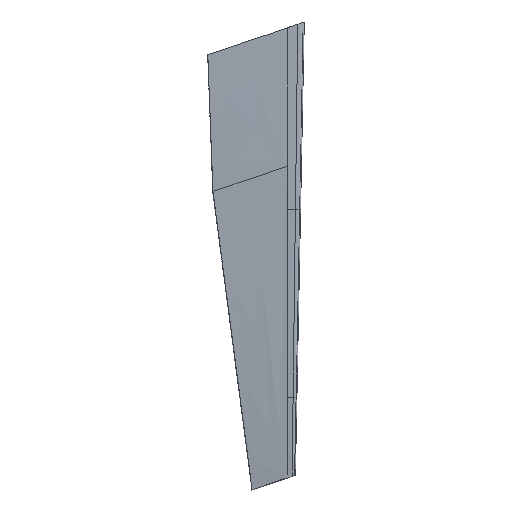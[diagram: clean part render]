
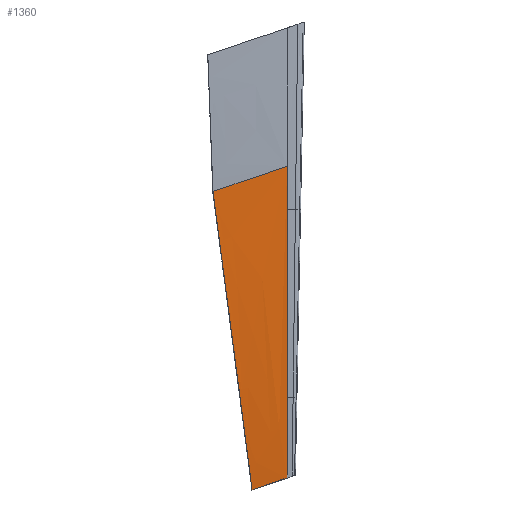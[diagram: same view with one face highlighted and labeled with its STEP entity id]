
A CAD part, front view. The second image highlights one B-rep face of the part: STEP entity #1360.
In plain terms, the highlighted free-form (B-spline) face has degree [3, 3] with [4, 4] control points.
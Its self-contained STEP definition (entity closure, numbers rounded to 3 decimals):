
#853 = VERTEX_POINT('',#854);
#854 = CARTESIAN_POINT('',(0.,0.,
    -5834.597));
#1258 = VERTEX_POINT('',#1259);
#1259 = CARTESIAN_POINT('',(-961.153,32.424,
    -2122.078));
#1318 = VERTEX_POINT('',#1319);
#1319 = CARTESIAN_POINT('',(0.,0.,
    -1793.38));
#1338 = EDGE_CURVE('',#1258,#1318,#1339,.T.);
#1339 = B_SPLINE_CURVE_WITH_KNOTS('',1,(#1340,#1341),.UNSPECIFIED.,.F.,
  .F.,(2,2),(-1045.132,0.),
  .PIECEWISE_BEZIER_KNOTS.);
#1340 = CARTESIAN_POINT('',(-961.153,32.424,
    -2122.078));
#1341 = CARTESIAN_POINT('',(0.,0.,
    -1793.38));
#1360 = ADVANCED_FACE('',(#1361),#1386,.F.);
#1361 = FACE_BOUND('',#1362,.F.);
#1362 = EDGE_LOOP('',(#1363,#1368,#1369,#1381));
#1363 = ORIENTED_EDGE('',*,*,#1364,.F.);
#1364 = EDGE_CURVE('',#1318,#853,#1365,.T.);
#1365 = B_SPLINE_CURVE_WITH_KNOTS('',1,(#1366,#1367),.UNSPECIFIED.,.F.,
  .F.,(2,2),(-4155.78,0.),.PIECEWISE_BEZIER_KNOTS.);
#1366 = CARTESIAN_POINT('',(0.,0.,
    -1793.38));
#1367 = CARTESIAN_POINT('',(0.,0.,
    -5834.597));
#1368 = ORIENTED_EDGE('',*,*,#1338,.F.);
#1369 = ORIENTED_EDGE('',*,*,#1370,.T.);
#1370 = EDGE_CURVE('',#1258,#1371,#1373,.T.);
#1371 = VERTEX_POINT('',#1372);
#1372 = CARTESIAN_POINT('',(-452.734,79.828,
    -5991.965));
#1373 = B_SPLINE_CURVE_WITH_KNOTS('',3,(#1374,#1375,#1376,#1377,#1378,
    #1379,#1380),.UNSPECIFIED.,.F.,.F.,(4,1,1,1,4),(0.,100.352,
    200.704,301.056,401.409),.UNSPECIFIED.);
#1374 = CARTESIAN_POINT('',(-961.153,32.424,
    -2122.078));
#1375 = CARTESIAN_POINT('',(-918.785,36.374,
    -2444.569));
#1376 = CARTESIAN_POINT('',(-834.048,44.275,
    -3089.55));
#1377 = CARTESIAN_POINT('',(-706.944,56.126,
    -4057.022));
#1378 = CARTESIAN_POINT('',(-579.839,67.977,
    -5024.494));
#1379 = CARTESIAN_POINT('',(-495.102,75.878,
    -5669.475));
#1380 = CARTESIAN_POINT('',(-452.734,79.828,
    -5991.965));
#1381 = ORIENTED_EDGE('',*,*,#1382,.F.);
#1382 = EDGE_CURVE('',#853,#1371,#1383,.T.);
#1383 = B_SPLINE_CURVE_WITH_KNOTS('',1,(#1384,#1385),.UNSPECIFIED.,.F.,
  .F.,(2,2),(0.,499.682),
  .PIECEWISE_BEZIER_KNOTS.);
#1384 = CARTESIAN_POINT('',(0.,0.,
    -5834.597));
#1385 = CARTESIAN_POINT('',(-452.734,79.828,
    -5991.965));
#1386 = B_SPLINE_SURFACE_WITH_KNOTS('',3,3,(
    (#1387,#1388,#1389,#1390)
    ,(#1391,#1392,#1393,#1394)
    ,(#1395,#1396,#1397,#1398)
    ,(#1399,#1400,#1401,#1402
    )),.UNSPECIFIED.,.F.,.F.,.F.,(4,4),(4,4),(0.,1.),(0.,1.),
  .PIECEWISE_BEZIER_KNOTS.);
#1387 = CARTESIAN_POINT('',(0.,0.,
    -1793.38));
#1388 = CARTESIAN_POINT('',(0.,0.,
    -3140.453));
#1389 = CARTESIAN_POINT('',(0.,0.,
    -4487.525));
#1390 = CARTESIAN_POINT('',(0.,0.,
    -5834.597));
#1391 = CARTESIAN_POINT('',(-320.384,10.808,
    -1902.946));
#1392 = CARTESIAN_POINT('',(-263.893,16.075,
    -3230.982));
#1393 = CARTESIAN_POINT('',(-207.402,21.342,
    -4559.018));
#1394 = CARTESIAN_POINT('',(-150.911,26.609,
    -5887.053));
#1395 = CARTESIAN_POINT('',(-958.396,32.331,
    -2121.135));
#1396 = CARTESIAN_POINT('',(-788.943,48.005,
    -3411.099));
#1397 = CARTESIAN_POINT('',(-619.49,63.679,
    -4701.064));
#1398 = CARTESIAN_POINT('',(-450.037,79.353,
    -5991.028));
#1399 = CARTESIAN_POINT('',(-961.153,32.424,
    -2122.078));
#1400 = CARTESIAN_POINT('',(-791.68,48.225,
    -3412.041));
#1401 = CARTESIAN_POINT('',(-622.207,64.027,
    -4702.003));
#1402 = CARTESIAN_POINT('',(-452.734,79.828,
    -5991.965));
